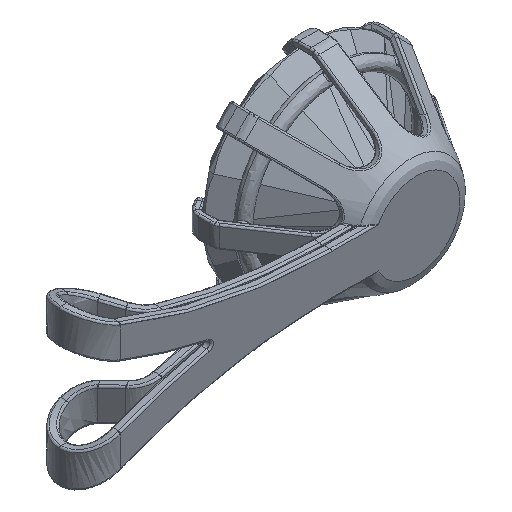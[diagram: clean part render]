
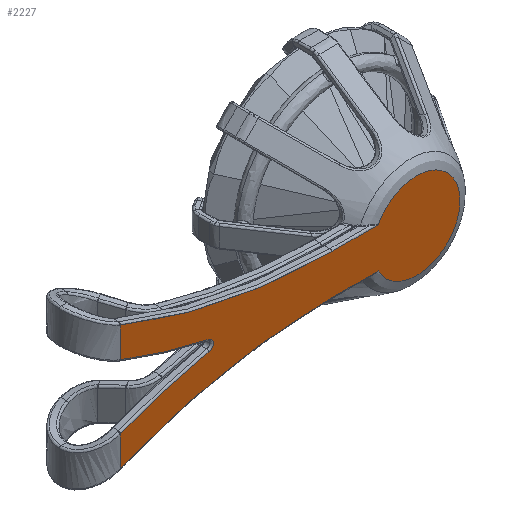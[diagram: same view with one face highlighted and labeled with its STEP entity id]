
A CAD part, isometric view. The second image highlights one B-rep face of the part: STEP entity #2227.
In plain terms, the highlighted free-form (B-spline) face has degree [1, 1] with [2, 2] control points.
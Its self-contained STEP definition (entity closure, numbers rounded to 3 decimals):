
#2227 = ADVANCED_FACE('',(#2228),#2332,.T.);
#2228 = FACE_BOUND('',#2229,.F.);
#2229 = EDGE_LOOP('',(#2230,#2239,#2251,#2258,#2266,#2273,#2283,#2291,
    #2301,#2309,#2319,#2326));
#2230 = ORIENTED_EDGE('',*,*,#2231,.F.);
#2231 = EDGE_CURVE('',#2232,#2234,#2236,.T.);
#2232 = VERTEX_POINT('',#2233);
#2233 = CARTESIAN_POINT('',(-1.301,-3.696,
    0.679));
#2234 = VERTEX_POINT('',#2235);
#2235 = CARTESIAN_POINT('',(-2.886,-3.696,
    0.679));
#2236 = B_SPLINE_CURVE_WITH_KNOTS('',1,(#2237,#2238),.UNSPECIFIED.,.F.,
  .F.,(2,2),(0.,1.342),.PIECEWISE_BEZIER_KNOTS.);
#2237 = CARTESIAN_POINT('',(-1.301,-3.696,
    0.679));
#2238 = CARTESIAN_POINT('',(-2.886,-3.696,
    0.679));
#2239 = ORIENTED_EDGE('',*,*,#2240,.F.);
#2240 = EDGE_CURVE('',#2241,#2232,#2243,.T.);
#2241 = VERTEX_POINT('',#2242);
#2242 = CARTESIAN_POINT('',(-1.301,-3.696,
    -0.679));
#2243 = ( BOUNDED_CURVE() B_SPLINE_CURVE(2,(#2244,#2245,#2246,#2247,
#2248,#2249,#2250),.UNSPECIFIED.,.F.,.F.) B_SPLINE_CURVE_WITH_KNOTS((3,2
    ,2,3),(0.,1.774,3.547,5.321),
.PIECEWISE_BEZIER_KNOTS.) CURVE() GEOMETRIC_REPRESENTATION_ITEM() 
RATIONAL_B_SPLINE_CURVE((1.,0.632,1.,0.632,1.,
0.632,1.)) REPRESENTATION_ITEM('') );
#2244 = CARTESIAN_POINT('',(-1.301,-3.696,
    -0.679));
#2245 = CARTESIAN_POINT('',(-0.468,-3.696,
    -2.275));
#2246 = CARTESIAN_POINT('',(0.928,-3.696,
    -1.138));
#2247 = CARTESIAN_POINT('',(2.323,-3.696,
    0.));
#2248 = CARTESIAN_POINT('',(0.928,-3.696,1.138
    ));
#2249 = CARTESIAN_POINT('',(-0.468,-3.696,
    2.275));
#2250 = CARTESIAN_POINT('',(-1.301,-3.696,
    0.679));
#2251 = ORIENTED_EDGE('',*,*,#2252,.F.);
#2252 = EDGE_CURVE('',#2253,#2241,#2255,.T.);
#2253 = VERTEX_POINT('',#2254);
#2254 = CARTESIAN_POINT('',(-2.886,-3.696,
    -0.679));
#2255 = B_SPLINE_CURVE_WITH_KNOTS('',1,(#2256,#2257),.UNSPECIFIED.,.F.,
  .F.,(2,2),(0.,1.342),
  .PIECEWISE_BEZIER_KNOTS.);
#2256 = CARTESIAN_POINT('',(-2.886,-3.696,
    -0.679));
#2257 = CARTESIAN_POINT('',(-1.301,-3.696,
    -0.679));
#2258 = ORIENTED_EDGE('',*,*,#2259,.F.);
#2259 = EDGE_CURVE('',#2260,#2253,#2262,.T.);
#2260 = VERTEX_POINT('',#2261);
#2261 = CARTESIAN_POINT('',(-10.064,-3.696,
    -2.115));
#2262 = ( BOUNDED_CURVE() B_SPLINE_CURVE(2,(#2263,#2264,#2265),
.UNSPECIFIED.,.F.,.F.) B_SPLINE_CURVE_WITH_KNOTS((3,3),(0.,
0.388),.PIECEWISE_BEZIER_KNOTS.) CURVE() 
GEOMETRIC_REPRESENTATION_ITEM() RATIONAL_B_SPLINE_CURVE((1.,
0.981,1.)) REPRESENTATION_ITEM('') );
#2263 = CARTESIAN_POINT('',(-10.064,-3.696,
    -2.115));
#2264 = CARTESIAN_POINT('',(-6.617,-3.696,
    -0.691));
#2265 = CARTESIAN_POINT('',(-2.886,-3.696,
    -0.679));
#2266 = ORIENTED_EDGE('',*,*,#2267,.T.);
#2267 = EDGE_CURVE('',#2260,#2268,#2270,.T.);
#2268 = VERTEX_POINT('',#2269);
#2269 = CARTESIAN_POINT('',(-10.064,-3.696,
    -1.09));
#2270 = B_SPLINE_CURVE_WITH_KNOTS('',1,(#2271,#2272),.UNSPECIFIED.,.F.,
  .F.,(2,2),(0.,0.867),.PIECEWISE_BEZIER_KNOTS.);
#2271 = CARTESIAN_POINT('',(-10.064,-3.696,
    -2.115));
#2272 = CARTESIAN_POINT('',(-10.064,-3.696,
    -1.09));
#2273 = ORIENTED_EDGE('',*,*,#2274,.F.);
#2274 = EDGE_CURVE('',#2275,#2268,#2277,.T.);
#2275 = VERTEX_POINT('',#2276);
#2276 = CARTESIAN_POINT('',(-10.043,-3.696,
    -1.081));
#2277 = B_SPLINE_CURVE_WITH_KNOTS('',3,(#2278,#2279,#2280,#2281,#2282),
  .UNSPECIFIED.,.F.,.F.,(4,1,4),(0.,0.5,1.),.QUASI_UNIFORM_KNOTS.);
#2278 = CARTESIAN_POINT('',(-10.043,-3.696,
    -1.081));
#2279 = CARTESIAN_POINT('',(-10.046,-3.696,
    -1.083));
#2280 = CARTESIAN_POINT('',(-10.053,-3.696,
    -1.086));
#2281 = CARTESIAN_POINT('',(-10.061,-3.696,
    -1.089));
#2282 = CARTESIAN_POINT('',(-10.064,-3.696,
    -1.09));
#2283 = ORIENTED_EDGE('',*,*,#2284,.F.);
#2284 = EDGE_CURVE('',#2285,#2275,#2287,.T.);
#2285 = VERTEX_POINT('',#2286);
#2286 = CARTESIAN_POINT('',(-7.05,-3.696,
    -0.181));
#2287 = ( BOUNDED_CURVE() B_SPLINE_CURVE(2,(#2288,#2289,#2290),
.UNSPECIFIED.,.F.,.F.) B_SPLINE_CURVE_WITH_KNOTS((3,3),(0.,
0.157),.PIECEWISE_BEZIER_KNOTS.) CURVE() 
GEOMETRIC_REPRESENTATION_ITEM() RATIONAL_B_SPLINE_CURVE((1.,
0.997,1.)) REPRESENTATION_ITEM('') );
#2288 = CARTESIAN_POINT('',(-7.05,-3.696,
    -0.181));
#2289 = CARTESIAN_POINT('',(-8.582,-3.696,
    -0.513));
#2290 = CARTESIAN_POINT('',(-10.043,-3.696,
    -1.081));
#2291 = ORIENTED_EDGE('',*,*,#2292,.F.);
#2292 = EDGE_CURVE('',#2293,#2285,#2295,.T.);
#2293 = VERTEX_POINT('',#2294);
#2294 = CARTESIAN_POINT('',(-7.05,-3.696,
    0.181));
#2295 = ( BOUNDED_CURVE() B_SPLINE_CURVE(2,(#2296,#2297,#2298,#2299,
#2300),.UNSPECIFIED.,.F.,.F.) B_SPLINE_CURVE_WITH_KNOTS((3,2,3),(0.,
1.357,2.714),.PIECEWISE_BEZIER_KNOTS.) CURVE() 
GEOMETRIC_REPRESENTATION_ITEM() RATIONAL_B_SPLINE_CURVE((1.,
0.778,1.,0.778,1.)) REPRESENTATION_ITEM('') );
#2296 = CARTESIAN_POINT('',(-7.05,-3.696,
    0.181));
#2297 = CARTESIAN_POINT('',(-6.904,-3.696,
    0.149));
#2298 = CARTESIAN_POINT('',(-6.904,-3.696,
    0.));
#2299 = CARTESIAN_POINT('',(-6.904,-3.696,
    -0.149));
#2300 = CARTESIAN_POINT('',(-7.05,-3.696,
    -0.181));
#2301 = ORIENTED_EDGE('',*,*,#2302,.F.);
#2302 = EDGE_CURVE('',#2303,#2293,#2305,.T.);
#2303 = VERTEX_POINT('',#2304);
#2304 = CARTESIAN_POINT('',(-10.043,-3.696,
    1.081));
#2305 = ( BOUNDED_CURVE() B_SPLINE_CURVE(2,(#2306,#2307,#2308),
.UNSPECIFIED.,.F.,.F.) B_SPLINE_CURVE_WITH_KNOTS((3,3),(0.,
0.157),.PIECEWISE_BEZIER_KNOTS.) CURVE() 
GEOMETRIC_REPRESENTATION_ITEM() RATIONAL_B_SPLINE_CURVE((1.,
0.997,1.)) REPRESENTATION_ITEM('') );
#2306 = CARTESIAN_POINT('',(-10.043,-3.696,
    1.081));
#2307 = CARTESIAN_POINT('',(-8.582,-3.696,
    0.513));
#2308 = CARTESIAN_POINT('',(-7.05,-3.696,
    0.181));
#2309 = ORIENTED_EDGE('',*,*,#2310,.F.);
#2310 = EDGE_CURVE('',#2311,#2303,#2313,.T.);
#2311 = VERTEX_POINT('',#2312);
#2312 = CARTESIAN_POINT('',(-10.064,-3.696,
    1.09));
#2313 = B_SPLINE_CURVE_WITH_KNOTS('',3,(#2314,#2315,#2316,#2317,#2318),
  .UNSPECIFIED.,.F.,.F.,(4,1,4),(0.,0.5,1.),.QUASI_UNIFORM_KNOTS.);
#2314 = CARTESIAN_POINT('',(-10.064,-3.696,
    1.09));
#2315 = CARTESIAN_POINT('',(-10.061,-3.696,1.089)
  );
#2316 = CARTESIAN_POINT('',(-10.054,-3.696,
    1.086));
#2317 = CARTESIAN_POINT('',(-10.046,-3.696,
    1.083));
#2318 = CARTESIAN_POINT('',(-10.043,-3.696,
    1.081));
#2319 = ORIENTED_EDGE('',*,*,#2320,.T.);
#2320 = EDGE_CURVE('',#2311,#2321,#2323,.T.);
#2321 = VERTEX_POINT('',#2322);
#2322 = CARTESIAN_POINT('',(-10.064,-3.696,
    2.115));
#2323 = B_SPLINE_CURVE_WITH_KNOTS('',1,(#2324,#2325),.UNSPECIFIED.,.F.,
  .F.,(2,2),(0.,0.867),.PIECEWISE_BEZIER_KNOTS.);
#2324 = CARTESIAN_POINT('',(-10.064,-3.696,
    1.09));
#2325 = CARTESIAN_POINT('',(-10.064,-3.696,
    2.115));
#2326 = ORIENTED_EDGE('',*,*,#2327,.F.);
#2327 = EDGE_CURVE('',#2234,#2321,#2328,.T.);
#2328 = ( BOUNDED_CURVE() B_SPLINE_CURVE(2,(#2329,#2330,#2331),
.UNSPECIFIED.,.F.,.F.) B_SPLINE_CURVE_WITH_KNOTS((3,3),(0.,
0.388),.PIECEWISE_BEZIER_KNOTS.) CURVE() 
GEOMETRIC_REPRESENTATION_ITEM() RATIONAL_B_SPLINE_CURVE((1.,
0.981,1.)) REPRESENTATION_ITEM('') );
#2329 = CARTESIAN_POINT('',(-2.886,-3.696,
    0.679));
#2330 = CARTESIAN_POINT('',(-6.617,-3.696,
    0.691));
#2331 = CARTESIAN_POINT('',(-10.064,-3.696,
    2.115));
#2332 = B_SPLINE_SURFACE_WITH_KNOTS('',1,1,(
    (#2333,#2334)
    ,(#2335,#2336
    )),.UNSPECIFIED.,.F.,.F.,.F.,(2,2),(2,2),(0.,
    9.76),(0.71,4.29),
  .PIECEWISE_BEZIER_KNOTS.);
#2333 = CARTESIAN_POINT('',(-10.064,-3.696,
    -2.115));
#2334 = CARTESIAN_POINT('',(-10.064,-3.696,
    2.115));
#2335 = CARTESIAN_POINT('',(1.468,-3.696,
    -2.115));
#2336 = CARTESIAN_POINT('',(1.468,-3.696,
    2.115));
